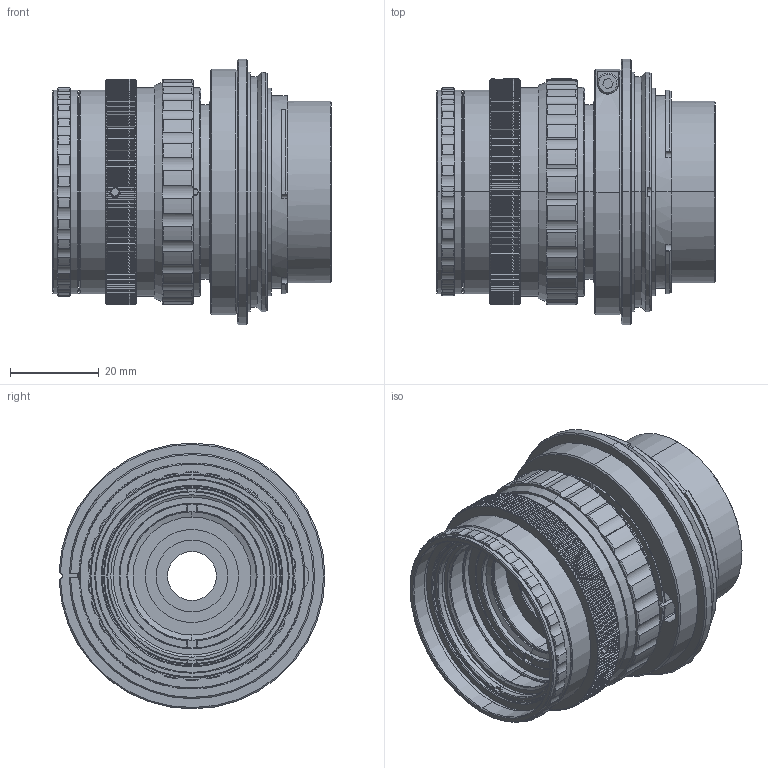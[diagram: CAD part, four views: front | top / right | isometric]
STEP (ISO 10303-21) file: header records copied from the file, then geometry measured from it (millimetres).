
FILE_DESCRIPTION (( 'STEP AP214' ), '1' );
FILE_NAME ('620003.STEP', '2019-10-25T02:15:16', ( '' ), ( '' ), 'SwSTEP 2.0', 'SolidWorks 2016', '' );
FILE_SCHEMA (( 'AUTOMOTIVE_DESIGN' ));
Length unit declared in the file: millimetre
Products named in the file (15): 嫖戲覃誹遠; G1 圧圈; 綴噩芠; 嫖戲郪璃; 620003; G3 圧圈; M2x2.5 す芛階佪; 光阑限位压圈; 00402 F諳; M2.5x5 す芛階佪; G2 圧圈; ヶ噩芠; 惕踡遠; M2.5x10_跡蕾伬; G4 圧圈
Assembly tree (17 placements, depth 2):
  620003
    綴噩芠
    ヶ噩芠
    嫖戲郪璃
    G3 圧圈
    G2 圧圈
    G1 圧圈
    嫖戲覃誹遠
    G4 圧圈
    00402 F諳
    惕踡遠
    光阑限位压圈
    M2.5x10_跡蕾伬
    M2.5x5 す芛階佪  x2
    M2x2.5 す芛階佪  x3
Bounding box: 62.87 x 59.99 x 60 mm (x, y, z)
Volume: 63276 mm3; surface area: 53387.9 mm2
Topology: 18 solids, 18 shells, 2098 faces, 5847 edges, 3849 vertices
Faces by surface type: cylinder 818, cone 652, plane 628
Entity records: 69592 total; most frequent: CARTESIAN_POINT 17465, ORIENTED_EDGE 11494, DIRECTION 10349, EDGE_CURVE 5747, AXIS2_PLACEMENT_3D 4373, VERTEX_POINT 3785, CIRCLE 2300, EDGE_LOOP 2154
